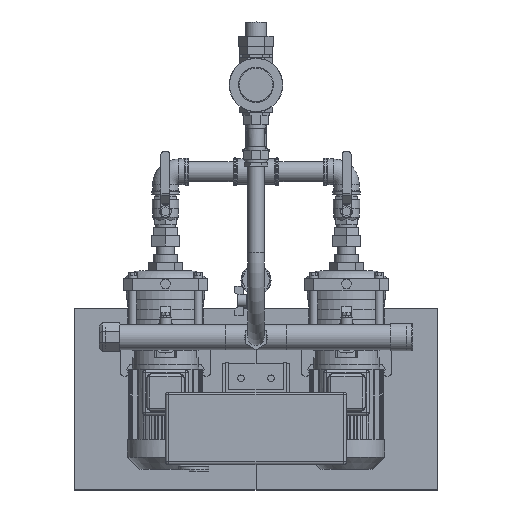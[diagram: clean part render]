
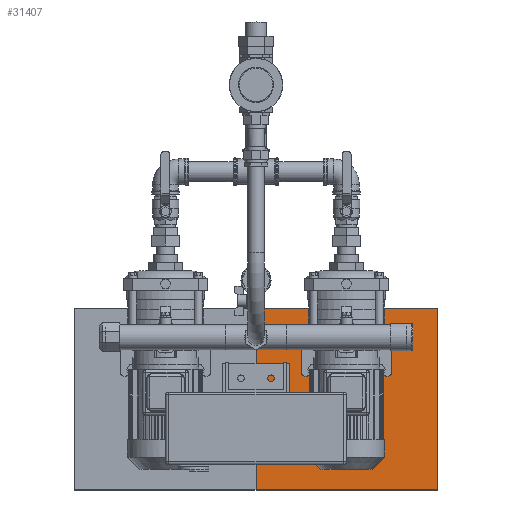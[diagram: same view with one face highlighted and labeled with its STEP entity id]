
A CAD part, top view. The second image highlights one B-rep face of the part: STEP entity #31407.
In plain terms, the highlighted planar face has unit normal (0, 0, 1).
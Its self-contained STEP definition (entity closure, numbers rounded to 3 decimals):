
#1975=LINE('',#51459,#5071);
#1996=LINE('',#51501,#5092);
#1998=LINE('',#51505,#5094);
#1999=LINE('',#51506,#5095);
#5071=VECTOR('',#40227,1.);
#5092=VECTOR('',#40258,10.);
#5094=VECTOR('',#40262,10.);
#5095=VECTOR('',#40263,10.);
#7412=PLANE('',#34031);
#9448=FACE_OUTER_BOUND('',#11494,.T.);
#11494=EDGE_LOOP('',(#26101,#26102,#26103,#26104));
#15427=VERTEX_POINT('',#51457);
#15428=VERTEX_POINT('',#51458);
#15444=VERTEX_POINT('',#51500);
#15445=VERTEX_POINT('',#51504);
#19228=EDGE_CURVE('',#15427,#15428,#1975,.T.);
#19249=EDGE_CURVE('',#15444,#15428,#1996,.T.);
#19251=EDGE_CURVE('',#15445,#15427,#1998,.T.);
#19252=EDGE_CURVE('',#15445,#15444,#1999,.T.);
#26101=ORIENTED_EDGE('',*,*,#19228,.F.);
#26102=ORIENTED_EDGE('',*,*,#19251,.F.);
#26103=ORIENTED_EDGE('',*,*,#19252,.T.);
#26104=ORIENTED_EDGE('',*,*,#19249,.T.);
#31407=ADVANCED_FACE('',(#9448),#7412,.T.);
#34031=AXIS2_PLACEMENT_3D('',#51503,#40260,#40261);
#40227=DIRECTION('',(0.,-1.,0.));
#40258=DIRECTION('',(1.,0.,0.));
#40260=DIRECTION('center_axis',(0.,0.,1.));
#40261=DIRECTION('ref_axis',(0.,-1.,0.));
#40262=DIRECTION('',(1.,0.,0.));
#40263=DIRECTION('',(0.,-1.,0.));
#51457=CARTESIAN_POINT('',(600.,47.5,50.));
#51458=CARTESIAN_POINT('',(600.,-252.5,50.));
#51459=CARTESIAN_POINT('',(600.,-102.5,50.));
#51500=CARTESIAN_POINT('',(300.,-252.5,50.));
#51501=CARTESIAN_POINT('',(600.,-252.5,50.));
#51503=CARTESIAN_POINT('Origin',(600.,-102.5,50.));
#51504=CARTESIAN_POINT('',(300.,47.5,50.));
#51505=CARTESIAN_POINT('',(600.,47.5,50.));
#51506=CARTESIAN_POINT('',(300.,-102.5,50.));
